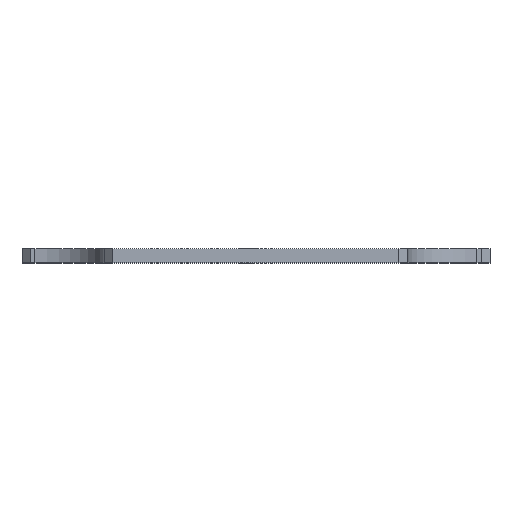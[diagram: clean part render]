
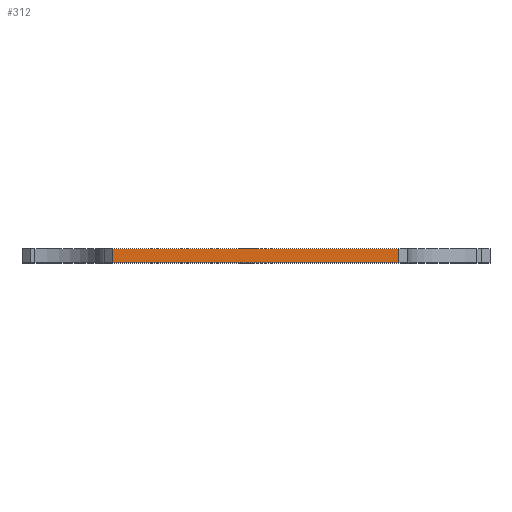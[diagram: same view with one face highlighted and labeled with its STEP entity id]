
A CAD part, top view. The second image highlights one B-rep face of the part: STEP entity #312.
In plain terms, the highlighted planar face has unit normal (0, 0, 1).
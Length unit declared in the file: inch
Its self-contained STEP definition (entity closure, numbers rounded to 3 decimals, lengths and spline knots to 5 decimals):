
#15 = LINE ( 'NONE', #617, #377 ) ;
#39 = EDGE_CURVE ( 'NONE', #42, #339, #361, .T. ) ;
#42 = VERTEX_POINT ( 'NONE', #731 ) ;
#92 = DIRECTION ( 'NONE',  ( -1., 0., 0. ) ) ;
#93 = DIRECTION ( 'NONE',  ( 1., 0., 0. ) ) ;
#122 = CARTESIAN_POINT ( 'NONE',  ( -0.64961, 0., 1.06299 ) ) ;
#130 = EDGE_CURVE ( 'NONE', #517, #339, #451, .T. ) ;
#134 = CARTESIAN_POINT ( 'NONE',  ( -0.68898, 0.064, 1.06299 ) ) ;
#142 = ORIENTED_EDGE ( 'NONE', *, *, #39, .T. ) ;
#181 = VECTOR ( 'NONE', #739, 39.37008 ) ;
#206 = DIRECTION ( 'NONE',  ( -1., 0., 0. ) ) ;
#312 = ADVANCED_FACE ( 'NONE', ( #852 ), #394, .T. ) ;
#339 = VERTEX_POINT ( 'NONE', #939 ) ;
#361 = LINE ( 'NONE', #134, #389 ) ;
#377 = VECTOR ( 'NONE', #92, 39.37008 ) ;
#382 = DIRECTION ( 'NONE',  ( 0., 1., 0. ) ) ;
#389 = VECTOR ( 'NONE', #206, 39.37008 ) ;
#394 = PLANE ( 'NONE',  #905 ) ;
#440 = CARTESIAN_POINT ( 'NONE',  ( 0.64961, 0., 1.06299 ) ) ;
#441 = VECTOR ( 'NONE', #382, 39.37008 ) ;
#451 = LINE ( 'NONE', #463, #441 ) ;
#463 = CARTESIAN_POINT ( 'NONE',  ( -0.64961, 0., 1.06299 ) ) ;
#487 = EDGE_LOOP ( 'NONE', ( #781, #142, #546, #764 ) ) ;
#495 = EDGE_CURVE ( 'NONE', #507, #42, #519, .T. ) ;
#507 = VERTEX_POINT ( 'NONE', #649 ) ;
#517 = VERTEX_POINT ( 'NONE', #122 ) ;
#519 = LINE ( 'NONE', #440, #181 ) ;
#546 = ORIENTED_EDGE ( 'NONE', *, *, #130, .F. ) ;
#561 = CARTESIAN_POINT ( 'NONE',  ( -0.68898, 0., 1.06299 ) ) ;
#617 = CARTESIAN_POINT ( 'NONE',  ( 0., 0., 1.06299 ) ) ;
#649 = CARTESIAN_POINT ( 'NONE',  ( 0.64961, 0., 1.06299 ) ) ;
#728 = EDGE_CURVE ( 'NONE', #507, #517, #15, .T. ) ;
#731 = CARTESIAN_POINT ( 'NONE',  ( 0.64961, 0.064, 1.06299 ) ) ;
#739 = DIRECTION ( 'NONE',  ( 0., 1., 0. ) ) ;
#764 = ORIENTED_EDGE ( 'NONE', *, *, #728, .F. ) ;
#781 = ORIENTED_EDGE ( 'NONE', *, *, #495, .T. ) ;
#787 = DIRECTION ( 'NONE',  ( 0., 0., 1. ) ) ;
#852 = FACE_OUTER_BOUND ( 'NONE', #487, .T. ) ;
#905 = AXIS2_PLACEMENT_3D ( 'NONE', #561, #787, #93 ) ;
#939 = CARTESIAN_POINT ( 'NONE',  ( -0.64961, 0.064, 1.06299 ) ) ;
